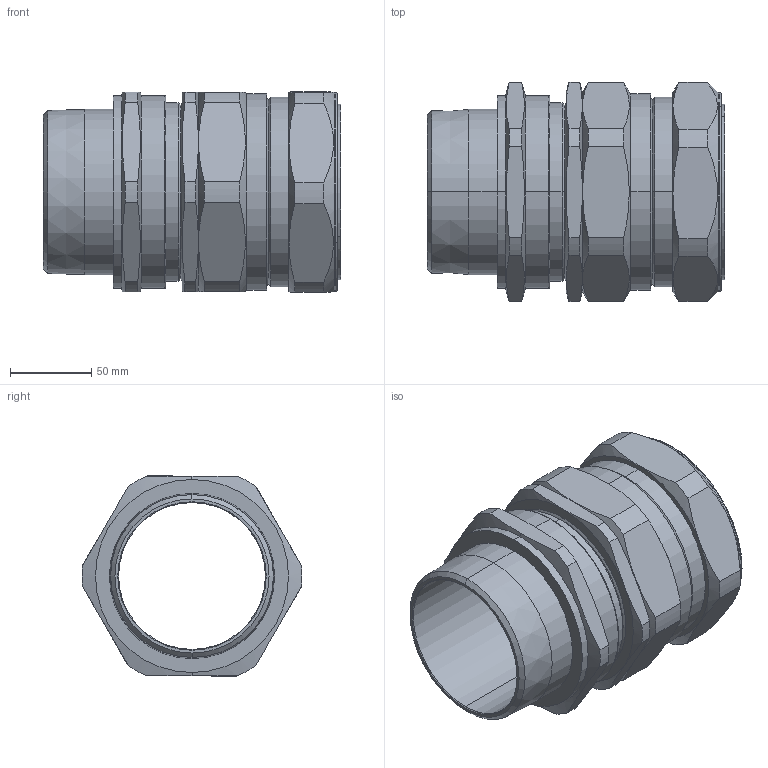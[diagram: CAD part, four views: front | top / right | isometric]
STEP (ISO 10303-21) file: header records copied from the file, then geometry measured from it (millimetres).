
FILE_DESCRIPTION (( 'STEP AP203' ), '1' );
FILE_NAME ('100E%1RA039.STEP', '2021-04-21T12:49:16', ( '' ), ( '' ), 'SwSTEP 2.0', 'SolidWorks 2017', '' );
FILE_SCHEMA (( 'CONFIG_CONTROL_DESIGN' ));
Length unit declared in the file: millimetre
Products named in the file (1): 100E%1RA039
Bounding box: 183.1 x 135.45 x 123.64 mm (x, y, z)
Volume: 681995.5 mm3; surface area: 146933 mm2
Topology: 1 solids, 1 shells, 143 faces, 338 edges, 208 vertices
Faces by surface type: cylinder 50, cone 48, plane 37, torus 8
Entity records: 4611 total; most frequent: CARTESIAN_POINT 1258, DIRECTION 708, ORIENTED_EDGE 676, EDGE_CURVE 338, AXIS2_PLACEMENT_3D 302, VERTEX_POINT 208, CIRCLE 158, EDGE_LOOP 156
